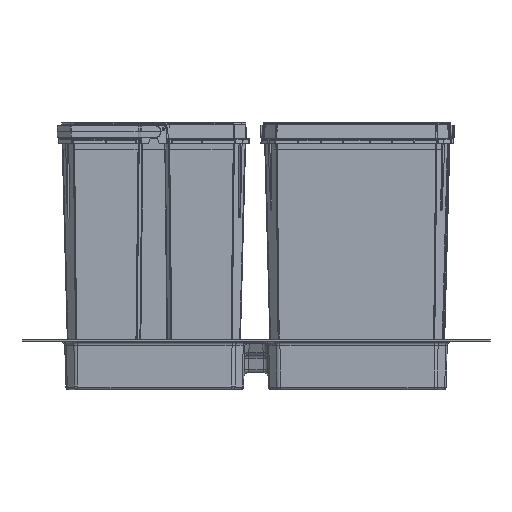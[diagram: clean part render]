
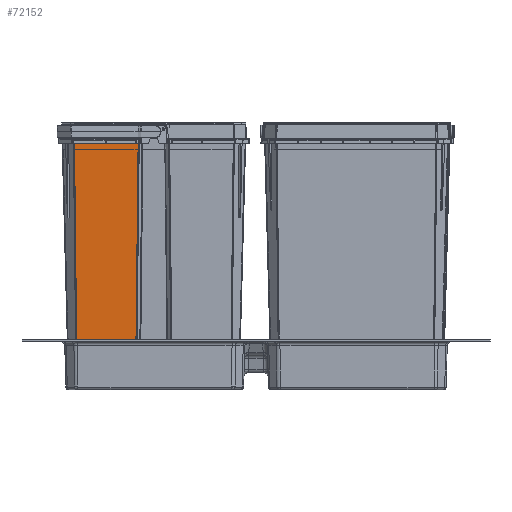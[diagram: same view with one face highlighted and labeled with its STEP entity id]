
A CAD part, left-side view. The second image highlights one B-rep face of the part: STEP entity #72152.
In plain terms, the highlighted face is planar.
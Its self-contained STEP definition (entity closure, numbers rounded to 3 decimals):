
#9521=FACE_OUTER_BOUND('',#13706,.T.);
#13706=EDGE_LOOP('',(#52254,#52255,#52256,#52257,#52258,#52259,#52260,#52261,
#52262,#52263,#52264,#52265,#52266));
#17514=LINE('',#132311,#23063);
#17518=LINE('',#132329,#23067);
#17617=LINE('',#132877,#23166);
#17832=LINE('',#134361,#23381);
#17834=LINE('',#134375,#23383);
#17835=LINE('',#134380,#23384);
#18214=LINE('',#135224,#23763);
#18221=LINE('',#135236,#23770);
#18226=LINE('',#135244,#23775);
#18229=LINE('',#135250,#23778);
#18231=LINE('',#135254,#23780);
#18487=LINE('',#135732,#24036);
#18489=LINE('',#135734,#24038);
#23063=VECTOR('',#87128,1000.);
#23067=VECTOR('',#87144,1000.);
#23166=VECTOR('',#87547,1000.);
#23381=VECTOR('',#88278,1000.);
#23383=VECTOR('',#88292,1000.);
#23384=VECTOR('',#88299,1000.);
#23763=VECTOR('',#89038,1000.);
#23770=VECTOR('',#89049,1000.);
#23775=VECTOR('',#89056,1000.);
#23778=VECTOR('',#89061,1000.);
#23780=VECTOR('',#89065,1000.);
#24036=VECTOR('',#89635,1000.);
#24038=VECTOR('',#89637,1000.);
#29148=VERTEX_POINT('',#132305);
#29150=VERTEX_POINT('',#132309);
#29156=VERTEX_POINT('',#132323);
#29158=VERTEX_POINT('',#132327);
#29324=VERTEX_POINT('',#132869);
#29325=VERTEX_POINT('',#132874);
#29582=VERTEX_POINT('',#134354);
#29584=VERTEX_POINT('',#134363);
#29589=VERTEX_POINT('',#134374);
#29782=VERTEX_POINT('',#135235);
#29784=VERTEX_POINT('',#135242);
#29786=VERTEX_POINT('',#135249);
#29787=VERTEX_POINT('',#135253);
#36521=EDGE_CURVE('',#29148,#29150,#17514,.T.);
#36529=EDGE_CURVE('',#29156,#29158,#17518,.T.);
#36730=EDGE_CURVE('',#29324,#29325,#17617,.T.);
#37113=EDGE_CURVE('',#29582,#29324,#17832,.T.);
#37119=EDGE_CURVE('',#29589,#29584,#17834,.T.);
#37122=EDGE_CURVE('',#29584,#29582,#17835,.T.);
#37557=EDGE_CURVE('',#29150,#29589,#18214,.T.);
#37564=EDGE_CURVE('',#29148,#29782,#18221,.T.);
#37569=EDGE_CURVE('',#29158,#29784,#18226,.T.);
#37572=EDGE_CURVE('',#29156,#29786,#18229,.T.);
#37574=EDGE_CURVE('',#29325,#29787,#18231,.T.);
#37858=EDGE_CURVE('',#29784,#29782,#18487,.T.);
#37860=EDGE_CURVE('',#29787,#29786,#18489,.T.);
#52254=ORIENTED_EDGE('',*,*,#37113,.T.);
#52255=ORIENTED_EDGE('',*,*,#36730,.T.);
#52256=ORIENTED_EDGE('',*,*,#37574,.T.);
#52257=ORIENTED_EDGE('',*,*,#37860,.T.);
#52258=ORIENTED_EDGE('',*,*,#37572,.F.);
#52259=ORIENTED_EDGE('',*,*,#36529,.T.);
#52260=ORIENTED_EDGE('',*,*,#37569,.T.);
#52261=ORIENTED_EDGE('',*,*,#37858,.T.);
#52262=ORIENTED_EDGE('',*,*,#37564,.F.);
#52263=ORIENTED_EDGE('',*,*,#36521,.T.);
#52264=ORIENTED_EDGE('',*,*,#37557,.T.);
#52265=ORIENTED_EDGE('',*,*,#37119,.T.);
#52266=ORIENTED_EDGE('',*,*,#37122,.T.);
#65480=PLANE('',#77709);
#72152=ADVANCED_FACE('',(#9521),#65480,.T.);
#77709=AXIS2_PLACEMENT_3D('',#135828,#89818,#89819);
#87128=DIRECTION('',(0.,-1.,0.));
#87144=DIRECTION('',(0.,-1.,0.));
#87547=DIRECTION('',(0.,-1.,0.));
#88278=DIRECTION('',(0.026,0.011,1.));
#88292=DIRECTION('',(-0.026,0.011,-1.));
#88299=DIRECTION('',(0.,1.,0.));
#89038=DIRECTION('',(-0.026,-0.017,-1.));
#89049=DIRECTION('',(-0.026,0.026,-0.999));
#89056=DIRECTION('',(-0.026,-0.026,-0.999));
#89061=DIRECTION('',(-0.026,0.026,-0.999));
#89065=DIRECTION('',(-0.026,-0.026,-0.999));
#89635=DIRECTION('',(0.,-1.,0.));
#89637=DIRECTION('',(0.,-1.,0.));
#89818=DIRECTION('center_axis',(1.,0.,-0.026));
#89819=DIRECTION('ref_axis',(0.,-1.,0.));
#132305=CARTESIAN_POINT('',(142.798,-54.678,277.305));
#132309=CARTESIAN_POINT('',(142.798,-89.045,277.305));
#132311=CARTESIAN_POINT('',(142.798,-87.5,277.305));
#132323=CARTESIAN_POINT('',(142.798,-20.6,277.305));
#132327=CARTESIAN_POINT('',(142.798,-53.479,277.305));
#132329=CARTESIAN_POINT('',(142.798,-87.5,277.305));
#132869=CARTESIAN_POINT('',(142.798,-17.427,277.305));
#132874=CARTESIAN_POINT('',(142.798,-19.4,277.305));
#132877=CARTESIAN_POINT('',(142.798,-87.5,277.305));
#134354=CARTESIAN_POINT('',(135.574,-20.419,1.461));
#134361=CARTESIAN_POINT('',(142.803,-17.425,277.507));
#134363=CARTESIAN_POINT('',(135.574,-86.081,1.461));
#134374=CARTESIAN_POINT('',(142.772,-89.063,276.319));
#134375=CARTESIAN_POINT('',(135.574,-86.081,1.467));
#134380=CARTESIAN_POINT('',(135.574,-19.813,1.461));
#135224=CARTESIAN_POINT('',(137.502,-92.583,75.089));
#135235=CARTESIAN_POINT('',(142.698,-54.578,273.5));
#135236=CARTESIAN_POINT('',(137.526,-49.407,75.997));
#135242=CARTESIAN_POINT('',(142.698,-53.578,273.5));
#135244=CARTESIAN_POINT('',(137.48,-58.796,74.249));
#135249=CARTESIAN_POINT('',(142.698,-20.5,273.5));
#135250=CARTESIAN_POINT('',(137.549,-15.352,76.888));
#135253=CARTESIAN_POINT('',(142.698,-19.5,273.5));
#135254=CARTESIAN_POINT('',(137.457,-24.741,73.358));
#135732=CARTESIAN_POINT('',(142.698,-87.5,273.5));
#135734=CARTESIAN_POINT('',(142.698,-87.5,273.5));
#135828=CARTESIAN_POINT('Origin',(137.5,-87.5,75.));
